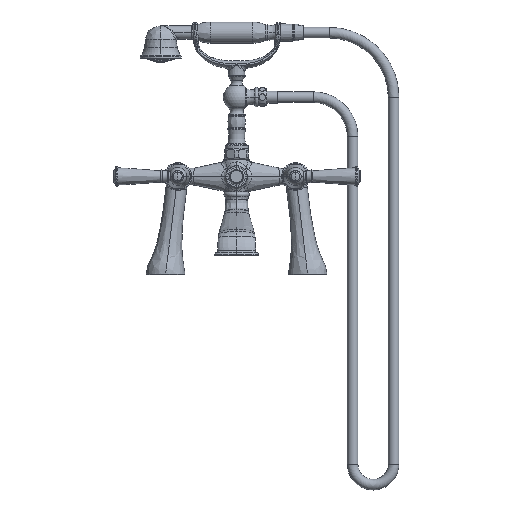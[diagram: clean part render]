
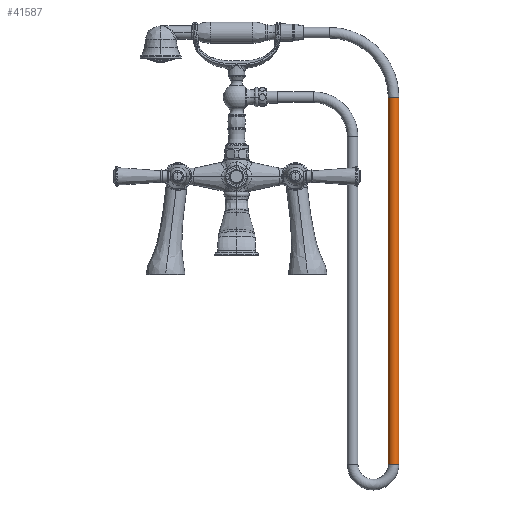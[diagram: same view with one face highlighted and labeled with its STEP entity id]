
A CAD part, top view. The second image highlights one B-rep face of the part: STEP entity #41587.
In plain terms, the highlighted cylindrical face has radius 6.858 mm (diameter 13.716 mm), a partial arc.
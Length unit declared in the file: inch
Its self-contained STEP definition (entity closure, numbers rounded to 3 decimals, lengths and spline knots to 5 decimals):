
#14246=DIRECTION('',(0.,-1.,0.));
#14247=VECTOR('',#14246,18.713);
#14248=CARTESIAN_POINT('',(7.73343,4.04827,0.));
#14249=LINE('',#14248,#14247);
#14250=CARTESIAN_POINT('',(8.00343,4.04827,0.));
#14251=DIRECTION('',(0.,-1.,0.));
#14252=DIRECTION('',(1.,0.,0.));
#14253=AXIS2_PLACEMENT_3D('',#14250,#14251,#14252);
#14255=DIRECTION('',(0.,-1.,0.));
#14256=VECTOR('',#14255,18.713);
#14257=CARTESIAN_POINT('',(8.27343,4.04827,0.));
#14258=LINE('',#14257,#14256);
#14259=CARTESIAN_POINT('',(8.00343,-14.66473,0.));
#14260=DIRECTION('',(0.,-1.,0.));
#14261=DIRECTION('',(1.,0.,0.));
#14262=AXIS2_PLACEMENT_3D('',#14259,#14260,#14261);
#15844=CARTESIAN_POINT('',(7.73343,4.04827,0.));
#15845=CARTESIAN_POINT('',(8.27343,4.04827,0.));
#15846=VERTEX_POINT('',#15844);
#15847=VERTEX_POINT('',#15845);
#15848=CARTESIAN_POINT('',(7.73343,-14.66473,0.));
#15849=VERTEX_POINT('',#15848);
#15850=CARTESIAN_POINT('',(8.27343,-14.66473,0.));
#15851=VERTEX_POINT('',#15850);
#41575=CARTESIAN_POINT('',(8.00343,4.04827,0.));
#41576=DIRECTION('',(0.,-1.,0.));
#41577=DIRECTION('',(-1.,0.,0.));
#41578=AXIS2_PLACEMENT_3D('',#41575,#41576,#41577);
#41579=CYLINDRICAL_SURFACE('',#41578,0.27);
#41580=ORIENTED_EDGE('',*,*,#41540,.F.);
#41581=ORIENTED_EDGE('',*,*,#41570,.T.);
#41583=ORIENTED_EDGE('',*,*,#41582,.T.);
#41584=ORIENTED_EDGE('',*,*,#41566,.F.);
#41585=EDGE_LOOP('',(#41580,#41581,#41583,#41584));
#41586=FACE_OUTER_BOUND('',#41585,.F.);
#41587=ADVANCED_FACE('',(#41586),#41579,.T.);
#14254=CIRCLE('',#14253,0.27);
#14263=CIRCLE('',#14262,0.27);
#41540=EDGE_CURVE('',#15847,#15846,#14254,.T.);
#41566=EDGE_CURVE('',#15846,#15849,#14249,.T.);
#41570=EDGE_CURVE('',#15847,#15851,#14258,.T.);
#41582=EDGE_CURVE('',#15851,#15849,#14263,.T.);
